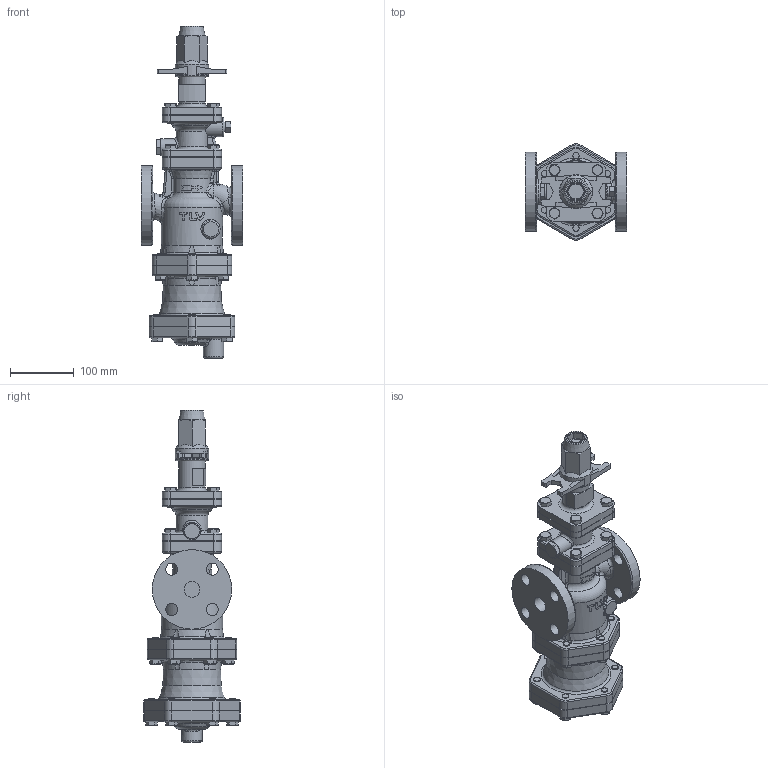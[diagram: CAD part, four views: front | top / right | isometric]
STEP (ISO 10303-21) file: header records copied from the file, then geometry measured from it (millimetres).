
FILE_DESCRIPTION(/* description */ (''),/* implementation_level */ '2;1');
FILE_NAME(/* name */ 'cos3x-025-jis10-01.stp',/* time_stamp */ '2017-12-26T16:09:03+09:00',/* author */ ('nakaot'),/* organization */ (''),/* preprocessor_version */ 'ST-DEVELOPER v15.6',/* originating_system */ 'Autodesk Inventor 2015',/* authorisation */ '');
FILE_SCHEMA (('CONFIG_CONTROL_DESIGN'));
Length unit declared in the file: millimetre
Products named in the file (1): cos3x-025-jis10-01
Bounding box: 160 x 152.01 x 522 mm (x, y, z)
Volume: 3527353.2 mm3; surface area: 352666.5 mm2
Topology: 1 solids, 1 shells, 976 faces, 2339 edges, 1443 vertices
Faces by surface type: plane 358, cylinder 241, cone 160, bspline 106, torus 99, sphere 12
Full cylindrical faces by diameter (mm): 10 x40, 12 x20, 17.475 x1, 19 x8, 25 x2, 27 x1, 30 x1, 32 x1, 42 x1, 52 x1, 62.069 x1, 70 x1, 90 x2, 96 x1, 125 x2
Entity records: 39674 total; most frequent: CARTESIAN_POINT 18823, ORIENTED_EDGE 4374, DIRECTION 4123, EDGE_CURVE 2187, AXIS2_PLACEMENT_3D 1694, VERTEX_POINT 1405, EDGE_LOOP 1224, FACE_OUTER_BOUND 976
